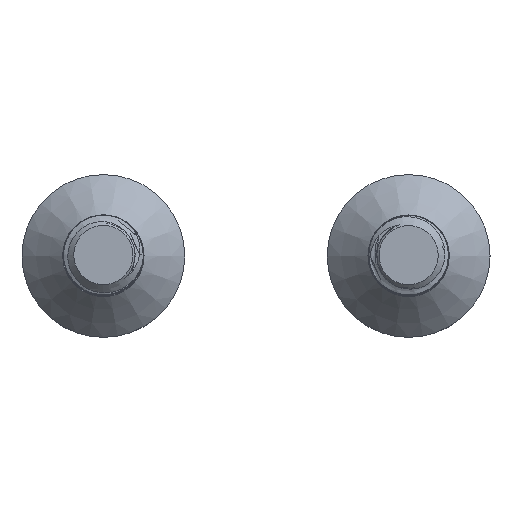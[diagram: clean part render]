
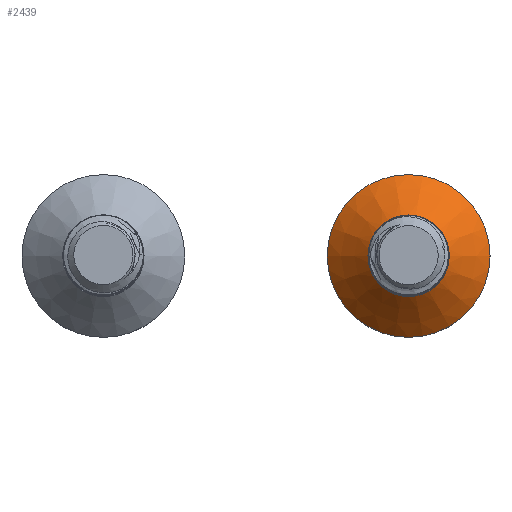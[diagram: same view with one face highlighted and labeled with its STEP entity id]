
A CAD part, top view. The second image highlights one B-rep face of the part: STEP entity #2439.
In plain terms, the highlighted conical face has half-angle 45 degrees and reference radius 4 mm.
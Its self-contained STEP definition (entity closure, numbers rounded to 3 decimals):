
#70=CONICAL_SURFACE('',#2613,4.,0.785);
#141=FACE_OUTER_BOUND('',#288,.T.);
#288=EDGE_LOOP('',(#1794,#1795,#1796,#1797));
#378=CIRCLE('',#2586,4.);
#383=CIRCLE('',#2611,2.);
#663=LINE('',#5157,#830);
#830=VECTOR('',#2945,4.);
#1013=VERTEX_POINT('',#4934);
#1031=VERTEX_POINT('',#5009);
#1291=EDGE_CURVE('',#1013,#1013,#378,.T.);
#1329=EDGE_CURVE('',#1031,#1031,#383,.T.);
#1332=EDGE_CURVE('',#1031,#1013,#663,.T.);
#1794=ORIENTED_EDGE('',*,*,#1329,.T.);
#1795=ORIENTED_EDGE('',*,*,#1332,.T.);
#1796=ORIENTED_EDGE('',*,*,#1291,.T.);
#1797=ORIENTED_EDGE('',*,*,#1332,.F.);
#2439=ADVANCED_FACE('',(#141),#70,.T.);
#2586=AXIS2_PLACEMENT_3D('',#4935,#2856,#2857);
#2611=AXIS2_PLACEMENT_3D('',#5011,#2939,#2940);
#2613=AXIS2_PLACEMENT_3D('',#5156,#2943,#2944);
#2856=DIRECTION('center_axis',(0.,0.,1.));
#2857=DIRECTION('ref_axis',(1.,0.,0.));
#2939=DIRECTION('center_axis',(0.,0.,-1.));
#2940=DIRECTION('ref_axis',(1.,0.,0.));
#2943=DIRECTION('center_axis',(0.,0.,-1.));
#2944=DIRECTION('ref_axis',(1.,0.,0.));
#2945=DIRECTION('',(-0.707,0.,-0.707));
#4934=CARTESIAN_POINT('',(-4.,0.,1.));
#4935=CARTESIAN_POINT('Origin',(0.,0.,1.));
#5009=CARTESIAN_POINT('',(-2.,0.,3.));
#5011=CARTESIAN_POINT('Origin',(0.,0.,3.));
#5156=CARTESIAN_POINT('Origin',(0.,0.,1.));
#5157=CARTESIAN_POINT('',(-4.,0.,1.));
